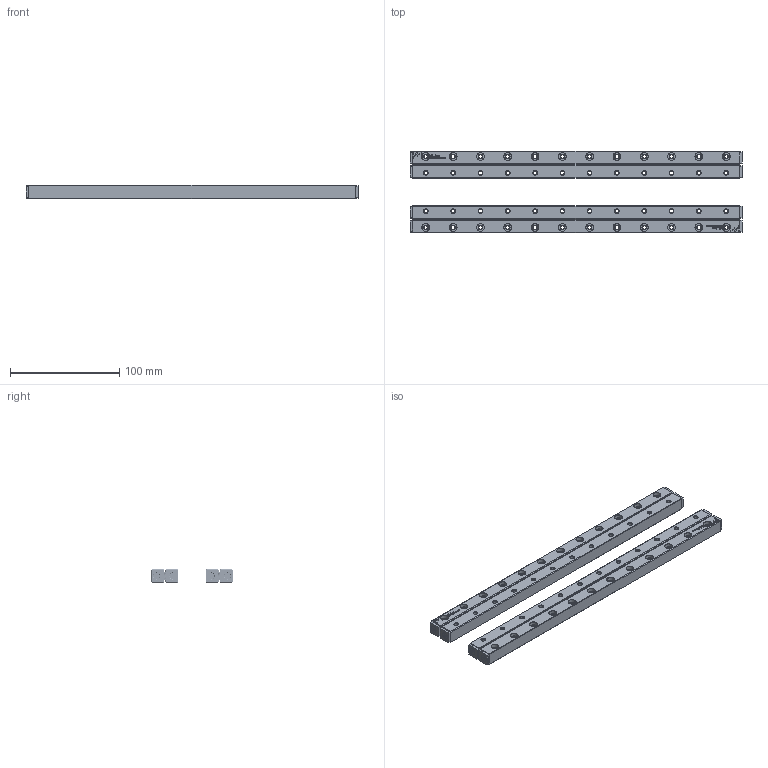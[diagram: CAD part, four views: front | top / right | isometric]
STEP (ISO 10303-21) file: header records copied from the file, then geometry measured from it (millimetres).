
FILE_DESCRIPTION(/* description */ (''),/* implementation_level */ '2;1');
FILE_NAME(/* name */ 'Set RNG-6300x31KRE_stp_stp.stp',/* time_stamp */ '2025-06-03T10:30:27+02:00',/* author */ (''),/* organization */ (''),/* preprocessor_version */ 'ST-DEVELOPER v16.7',/* originating_system */ 'SIEMENS PLM Software NX 12.0',/* authorisation */ '');
FILE_SCHEMA (('AUTOMOTIVE_DESIGN { 1 0 10303 214 3 1 1 1 }'));
Products named in the file (1): Set RNG-6300x31KRE_stp_stp
Bounding box: 304 x 75 x 12 mm (x, y, z)
Volume: 156258.7 mm3; surface area: 98990.7 mm2
Topology: 89 solids, 89 shells, 3689 faces, 9688 edges, 6309 vertices
Faces by surface type: plane 1886, cylinder 997, cone 446, bspline 360
Full cylindrical faces by diameter (mm): 0.8 x264, 2.26 x8, 3 x8, 3.2 x8, 3.3 x48, 3.5 x8, 4 x64, 6 x69, 7 x48
Entity records: 117986 total; most frequent: CARTESIAN_POINT 23138, DIRECTION 17052, ORIENTED_EDGE 16880, EDGE_CURVE 8440, VERTEX_POINT 6040, AXIS2_PLACEMENT_3D 6002, EDGE_LOOP 5416, LINE 5048
